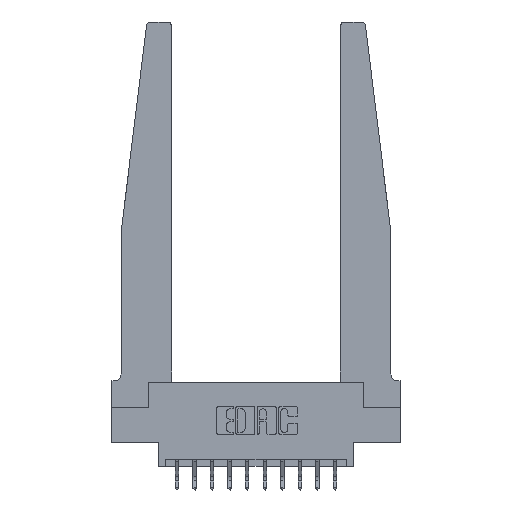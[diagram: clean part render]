
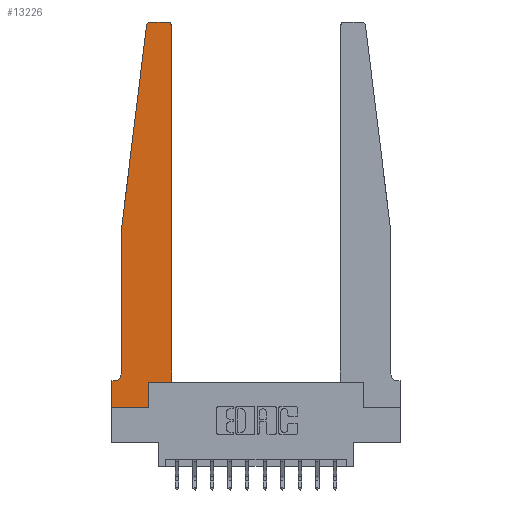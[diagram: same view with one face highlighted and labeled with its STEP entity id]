
A CAD part, top view. The second image highlights one B-rep face of the part: STEP entity #13226.
In plain terms, the highlighted planar face has unit normal (0, 0, 1).
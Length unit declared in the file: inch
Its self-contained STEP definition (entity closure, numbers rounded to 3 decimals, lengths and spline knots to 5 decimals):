
#244 = ORIENTED_EDGE ( 'NONE', *, *, #11218, .T. ) ;
#280 = ORIENTED_EDGE ( 'NONE', *, *, #7993, .T. ) ;
#695 = EDGE_CURVE ( 'NONE', #2269, #8574, #8042, .T. ) ;
#913 = CARTESIAN_POINT ( 'NONE',  ( 0.2605, 0.18, 0.37 ) ) ;
#987 = EDGE_CURVE ( 'NONE', #8574, #15360, #5698, .T. ) ;
#1158 = VECTOR ( 'NONE', #4369, 39.37008 ) ;
#1225 = DIRECTION ( 'NONE',  ( 0., 0., -1. ) ) ;
#1428 = PLANE ( 'NONE',  #11277 ) ;
#1658 = CARTESIAN_POINT ( 'NONE',  ( 0.065, 1.25, 0.37 ) ) ;
#1982 = CARTESIAN_POINT ( 'NONE',  ( 0., 0.1875, 0.37 ) ) ;
#2085 = VERTEX_POINT ( 'NONE', #913 ) ;
#2269 = VERTEX_POINT ( 'NONE', #1982 ) ;
#2332 = LINE ( 'NONE', #7072, #3302 ) ;
#2423 = VECTOR ( 'NONE', #7441, 39.37008 ) ;
#2950 = VERTEX_POINT ( 'NONE', #4227 ) ;
#3038 = CARTESIAN_POINT ( 'NONE',  ( 0.425, 0.18, 0.37 ) ) ;
#3127 = LINE ( 'NONE', #5421, #4292 ) ;
#3302 = VECTOR ( 'NONE', #11191, 39.37008 ) ;
#3345 = CARTESIAN_POINT ( 'NONE',  ( 0.425, 0.18, 0.37 ) ) ;
#3761 = CIRCLE ( 'NONE', #4813, 0.05 ) ;
#3957 = EDGE_CURVE ( 'NONE', #14495, #15010, #4489, .T. ) ;
#4203 = CARTESIAN_POINT ( 'NONE',  ( 0.395, 2.72, 0.37 ) ) ;
#4219 = CARTESIAN_POINT ( 'NONE',  ( 0.425, 0.18, 0.37 ) ) ;
#4227 = CARTESIAN_POINT ( 'NONE',  ( 0.395, 2.75, 0.37 ) ) ;
#4292 = VECTOR ( 'NONE', #15875, 39.37008 ) ;
#4369 = DIRECTION ( 'NONE',  ( 0., -1., 0. ) ) ;
#4442 = EDGE_CURVE ( 'NONE', #2950, #7899, #12501, .T. ) ;
#4448 = LINE ( 'NONE', #4603, #1158 ) ;
#4489 = LINE ( 'NONE', #3345, #11144 ) ;
#4578 = ORIENTED_EDGE ( 'NONE', *, *, #695, .T. ) ;
#4603 = CARTESIAN_POINT ( 'NONE',  ( 0.065, 1.25, 0.37 ) ) ;
#4813 = AXIS2_PLACEMENT_3D ( 'NONE', #7339, #1225, #11328 ) ;
#4981 = DIRECTION ( 'NONE',  ( 1., 0., 0. ) ) ;
#5055 = CARTESIAN_POINT ( 'NONE',  ( 0., 0.1875, 0.37 ) ) ;
#5121 = EDGE_CURVE ( 'NONE', #7914, #12165, #3761, .T. ) ;
#5215 = EDGE_CURVE ( 'NONE', #12165, #2269, #3127, .T. ) ;
#5421 = CARTESIAN_POINT ( 'NONE',  ( 0.065, 0.1875, 0.37 ) ) ;
#5527 = VECTOR ( 'NONE', #9031, 39.37008 ) ;
#5698 = LINE ( 'NONE', #11356, #5527 ) ;
#5804 = EDGE_CURVE ( 'NONE', #12918, #6787, #10424, .T. ) ;
#5930 = ORIENTED_EDGE ( 'NONE', *, *, #16375, .T. ) ;
#5983 = DIRECTION ( 'NONE',  ( 0., 1., 0. ) ) ;
#6005 = ORIENTED_EDGE ( 'NONE', *, *, #987, .T. ) ;
#6135 = DIRECTION ( 'NONE',  ( 0., 0., 1. ) ) ;
#6787 = VERTEX_POINT ( 'NONE', #10287 ) ;
#6799 = ORIENTED_EDGE ( 'NONE', *, *, #5215, .T. ) ;
#7072 = CARTESIAN_POINT ( 'NONE',  ( 0.2605, 0.18, 0.37 ) ) ;
#7131 = ORIENTED_EDGE ( 'NONE', *, *, #5121, .T. ) ;
#7339 = CARTESIAN_POINT ( 'NONE',  ( 0.015, 0.2375, 0.37 ) ) ;
#7441 = DIRECTION ( 'NONE',  ( -1., 0., 0. ) ) ;
#7899 = VERTEX_POINT ( 'NONE', #14970 ) ;
#7914 = VERTEX_POINT ( 'NONE', #8498 ) ;
#7993 = EDGE_CURVE ( 'NONE', #7899, #12918, #9342, .T. ) ;
#8042 = LINE ( 'NONE', #9528, #8491 ) ;
#8057 = VECTOR ( 'NONE', #15617, 39.37008 ) ;
#8126 = DIRECTION ( 'NONE',  ( 0., -1., 0. ) ) ;
#8491 = VECTOR ( 'NONE', #8126, 39.37008 ) ;
#8498 = CARTESIAN_POINT ( 'NONE',  ( 0.065, 0.2375, 0.37 ) ) ;
#8574 = VERTEX_POINT ( 'NONE', #10697 ) ;
#9029 = EDGE_CURVE ( 'NONE', #6787, #7914, #4448, .T. ) ;
#9031 = DIRECTION ( 'NONE',  ( 1., 0., 0. ) ) ;
#9079 = DIRECTION ( 'NONE',  ( 1., 0., 0. ) ) ;
#9164 = CARTESIAN_POINT ( 'NONE',  ( 0.27653, 2.72, 0.37 ) ) ;
#9342 = CIRCLE ( 'NONE', #11195, 0.03 ) ;
#9528 = CARTESIAN_POINT ( 'NONE',  ( 0., 0., 0.37 ) ) ;
#9898 = CARTESIAN_POINT ( 'NONE',  ( 0.015, 0.1875, 0.37 ) ) ;
#10015 = CARTESIAN_POINT ( 'NONE',  ( 0.25, 2.75, 0.37 ) ) ;
#10109 = FACE_OUTER_BOUND ( 'NONE', #14232, .T. ) ;
#10179 = DIRECTION ( 'NONE',  ( -0.122, -0.992, 0. ) ) ;
#10232 = DIRECTION ( 'NONE',  ( 0., 0., 1. ) ) ;
#10287 = CARTESIAN_POINT ( 'NONE',  ( 0.065, 1.25, 0.37 ) ) ;
#10424 = LINE ( 'NONE', #1658, #12778 ) ;
#10603 = EDGE_CURVE ( 'NONE', #15010, #2950, #10995, .T. ) ;
#10697 = CARTESIAN_POINT ( 'NONE',  ( 0., 0., 0.37 ) ) ;
#10761 = ORIENTED_EDGE ( 'NONE', *, *, #3957, .T. ) ;
#10946 = CARTESIAN_POINT ( 'NONE',  ( 0.2605, 0., 0.37 ) ) ;
#10995 = CIRCLE ( 'NONE', #11527, 0.03 ) ;
#11144 = VECTOR ( 'NONE', #5983, 39.37008 ) ;
#11191 = DIRECTION ( 'NONE',  ( 0., 1., 0. ) ) ;
#11195 = AXIS2_PLACEMENT_3D ( 'NONE', #9164, #10232, #9079 ) ;
#11218 = EDGE_CURVE ( 'NONE', #15360, #2085, #2332, .T. ) ;
#11277 = AXIS2_PLACEMENT_3D ( 'NONE', #5055, #6135, #4981 ) ;
#11328 = DIRECTION ( 'NONE',  ( -1., 0., 0. ) ) ;
#11356 = CARTESIAN_POINT ( 'NONE',  ( 0., 0., 0.37 ) ) ;
#11448 = CARTESIAN_POINT ( 'NONE',  ( 0.425, 2.72, 0.37 ) ) ;
#11527 = AXIS2_PLACEMENT_3D ( 'NONE', #4203, #15812, #14546 ) ;
#11804 = LINE ( 'NONE', #3038, #8057 ) ;
#12165 = VERTEX_POINT ( 'NONE', #9898 ) ;
#12399 = ORIENTED_EDGE ( 'NONE', *, *, #4442, .T. ) ;
#12501 = LINE ( 'NONE', #10015, #2423 ) ;
#12778 = VECTOR ( 'NONE', #10179, 39.37008 ) ;
#12918 = VERTEX_POINT ( 'NONE', #13030 ) ;
#12974 = ORIENTED_EDGE ( 'NONE', *, *, #5804, .T. ) ;
#13030 = CARTESIAN_POINT ( 'NONE',  ( 0.24675, 2.72367, 0.37 ) ) ;
#13226 = ADVANCED_FACE ( 'NONE', ( #10109 ), #1428, .T. ) ;
#14232 = EDGE_LOOP ( 'NONE', ( #12399, #280, #12974, #14525, #7131, #6799, #4578, #6005, #244, #5930, #10761, #16045 ) ) ;
#14495 = VERTEX_POINT ( 'NONE', #4219 ) ;
#14525 = ORIENTED_EDGE ( 'NONE', *, *, #9029, .T. ) ;
#14546 = DIRECTION ( 'NONE',  ( 1., 0., 0. ) ) ;
#14970 = CARTESIAN_POINT ( 'NONE',  ( 0.27653, 2.75, 0.37 ) ) ;
#15010 = VERTEX_POINT ( 'NONE', #11448 ) ;
#15360 = VERTEX_POINT ( 'NONE', #10946 ) ;
#15617 = DIRECTION ( 'NONE',  ( 1., 0., 0. ) ) ;
#15812 = DIRECTION ( 'NONE',  ( 0., 0., 1. ) ) ;
#15875 = DIRECTION ( 'NONE',  ( -1., 0., 0. ) ) ;
#16045 = ORIENTED_EDGE ( 'NONE', *, *, #10603, .T. ) ;
#16375 = EDGE_CURVE ( 'NONE', #2085, #14495, #11804, .T. ) ;
